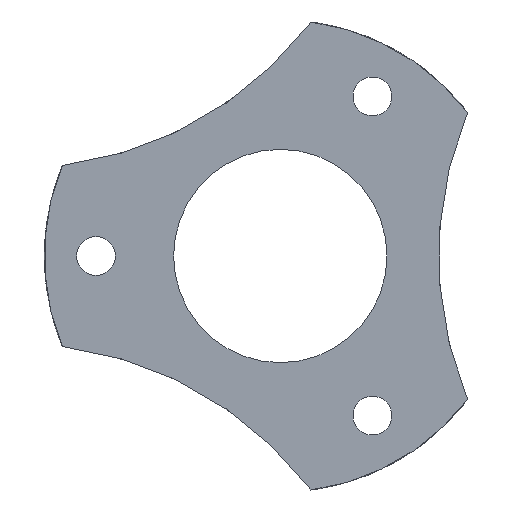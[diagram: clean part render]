
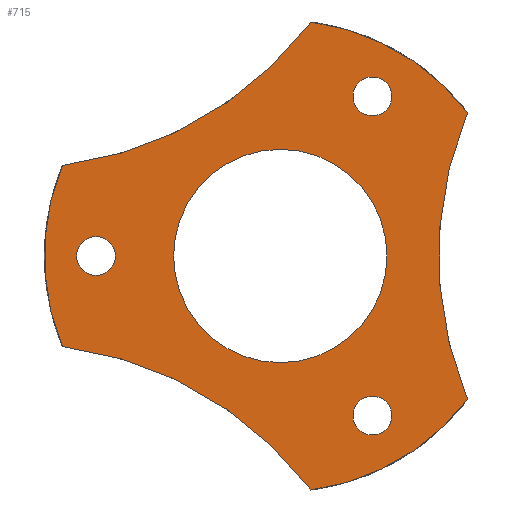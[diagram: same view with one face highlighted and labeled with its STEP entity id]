
A CAD part, left-side view. The second image highlights one B-rep face of the part: STEP entity #715.
In plain terms, the highlighted planar face has unit normal (-1, 0, 0).
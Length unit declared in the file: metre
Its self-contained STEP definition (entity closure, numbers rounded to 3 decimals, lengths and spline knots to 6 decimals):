
#23=PLANE('',#791);
#107=CIRCLE('',#781,0.014486);
#109=CIRCLE('',#784,0.014486);
#111=CIRCLE('',#787,0.014486);
#114=CIRCLE('',#792,0.006548);
#115=CIRCLE('',#793,0.022711);
#116=CIRCLE('',#794,0.022711);
#117=CIRCLE('',#795,0.022711);
#118=CIRCLE('',#796,0.001191);
#119=CIRCLE('',#797,0.001191);
#120=CIRCLE('',#798,0.001191);
#202=ORIENTED_EDGE('',*,*,#406,.F.);
#203=ORIENTED_EDGE('',*,*,#394,.F.);
#204=ORIENTED_EDGE('',*,*,#407,.F.);
#205=ORIENTED_EDGE('',*,*,#398,.F.);
#206=ORIENTED_EDGE('',*,*,#408,.F.);
#207=ORIENTED_EDGE('',*,*,#402,.F.);
#208=ORIENTED_EDGE('',*,*,#409,.F.);
#209=ORIENTED_EDGE('',*,*,#410,.F.);
#210=ORIENTED_EDGE('',*,*,#411,.F.);
#211=ORIENTED_EDGE('',*,*,#412,.F.);
#394=EDGE_CURVE('',#497,#498,#107,.T.);
#398=EDGE_CURVE('',#499,#500,#109,.T.);
#402=EDGE_CURVE('',#501,#502,#111,.T.);
#406=EDGE_CURVE('',#504,#504,#114,.T.);
#407=EDGE_CURVE('',#500,#497,#115,.F.);
#408=EDGE_CURVE('',#502,#499,#116,.F.);
#409=EDGE_CURVE('',#498,#501,#117,.F.);
#410=EDGE_CURVE('',#505,#505,#118,.F.);
#411=EDGE_CURVE('',#506,#506,#119,.F.);
#412=EDGE_CURVE('',#507,#507,#120,.F.);
#497=VERTEX_POINT('',#1242);
#498=VERTEX_POINT('',#1244);
#499=VERTEX_POINT('',#1249);
#500=VERTEX_POINT('',#1251);
#501=VERTEX_POINT('',#1256);
#502=VERTEX_POINT('',#1258);
#504=VERTEX_POINT('',#1266);
#505=VERTEX_POINT('',#1271);
#506=VERTEX_POINT('',#1273);
#507=VERTEX_POINT('',#1275);
#582=EDGE_LOOP('',(#202));
#583=EDGE_LOOP('',(#203,#204,#205,#206,#207,#208));
#584=EDGE_LOOP('',(#209));
#585=EDGE_LOOP('',(#210));
#586=EDGE_LOOP('',(#211));
#642=FACE_BOUND('',#582,.T.);
#643=FACE_BOUND('',#583,.T.);
#644=FACE_BOUND('',#584,.T.);
#645=FACE_BOUND('',#585,.T.);
#646=FACE_BOUND('',#586,.T.);
#715=ADVANCED_FACE('',(#642,#643,#644,#645,#646),#23,.T.);
#781=AXIS2_PLACEMENT_3D('',#1243,#885,#886);
#784=AXIS2_PLACEMENT_3D('',#1250,#893,#894);
#787=AXIS2_PLACEMENT_3D('',#1257,#901,#902);
#791=AXIS2_PLACEMENT_3D('',#1264,#910,#911);
#792=AXIS2_PLACEMENT_3D('',#1265,#912,#913);
#793=AXIS2_PLACEMENT_3D('',#1267,#914,#915);
#794=AXIS2_PLACEMENT_3D('',#1268,#916,#917);
#795=AXIS2_PLACEMENT_3D('',#1269,#918,#919);
#796=AXIS2_PLACEMENT_3D('',#1270,#920,#921);
#797=AXIS2_PLACEMENT_3D('',#1272,#922,#923);
#798=AXIS2_PLACEMENT_3D('',#1274,#924,#925);
#885=DIRECTION('',(1.,0.,0.));
#886=DIRECTION('',(0.,1.,0.));
#893=DIRECTION('',(1.,0.,0.));
#894=DIRECTION('',(0.,1.,0.));
#901=DIRECTION('',(1.,0.,0.));
#902=DIRECTION('',(0.,1.,0.));
#910=DIRECTION('',(-1.,0.,0.));
#911=DIRECTION('',(0.,0.,-1.));
#912=DIRECTION('',(-1.,0.,0.));
#913=DIRECTION('',(0.,-1.,0.));
#914=DIRECTION('',(1.,0.,0.));
#915=DIRECTION('',(0.,1.,0.));
#916=DIRECTION('',(1.,0.,0.));
#917=DIRECTION('',(0.,1.,0.));
#918=DIRECTION('',(1.,0.,0.));
#919=DIRECTION('',(0.,1.,0.));
#920=DIRECTION('',(1.,0.,0.));
#921=DIRECTION('',(0.,1.,0.));
#922=DIRECTION('',(1.,0.,0.));
#923=DIRECTION('',(0.,1.,0.));
#924=DIRECTION('',(1.,0.,0.));
#925=DIRECTION('',(0.,1.,0.));
#1242=CARTESIAN_POINT('',(-0.037667,-0.307378,-0.016854));
#1243=CARTESIAN_POINT('',(-0.037667,-0.295878,-0.008047));
#1244=CARTESIAN_POINT('',(-0.037667,-0.297755,-0.022411));
#1249=CARTESIAN_POINT('',(-0.037667,-0.297755,0.006317));
#1250=CARTESIAN_POINT('',(-0.037667,-0.295878,-0.008047));
#1251=CARTESIAN_POINT('',(-0.037667,-0.307378,0.000761));
#1256=CARTESIAN_POINT('',(-0.037667,-0.2825,-0.013603));
#1257=CARTESIAN_POINT('',(-0.037667,-0.295878,-0.008047));
#1258=CARTESIAN_POINT('',(-0.037667,-0.2825,-0.002491));
#1264=CARTESIAN_POINT('',(-0.037667,-0.295878,-0.008047));
#1265=CARTESIAN_POINT('',(-0.037667,-0.295878,-0.008047));
#1266=CARTESIAN_POINT('',(-0.037667,-0.302426,-0.008047));
#1267=CARTESIAN_POINT('',(-0.037667,-0.328312,-0.008047));
#1268=CARTESIAN_POINT('',(-0.037667,-0.279661,0.020042));
#1269=CARTESIAN_POINT('',(-0.037667,-0.279661,-0.036136));
#1270=CARTESIAN_POINT('',(-0.037667,-0.284567,-0.008047));
#1271=CARTESIAN_POINT('',(-0.037667,-0.283376,-0.008047));
#1272=CARTESIAN_POINT('',(-0.037667,-0.301533,0.001749));
#1273=CARTESIAN_POINT('',(-0.037667,-0.300342,0.001749));
#1274=CARTESIAN_POINT('',(-0.037667,-0.301533,-0.017842));
#1275=CARTESIAN_POINT('',(-0.037667,-0.300342,-0.017842));
